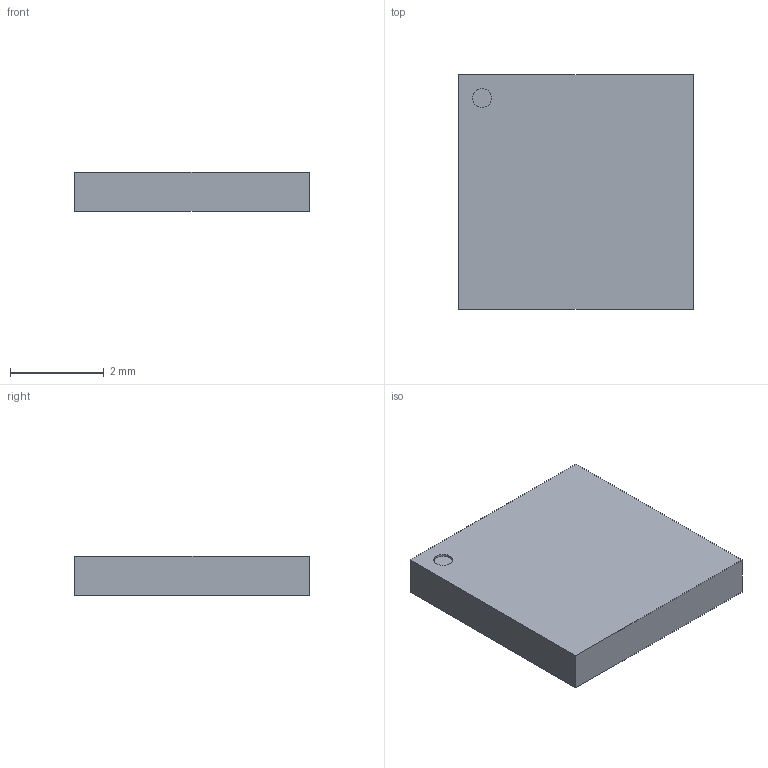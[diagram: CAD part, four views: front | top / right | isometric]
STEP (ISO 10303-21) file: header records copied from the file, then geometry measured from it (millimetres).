
FILE_DESCRIPTION (( 'STEP AP214' ), '1' );
FILE_NAME ('FC33A2BA-CE33-48A4-80AF-A85A137644F6.STEP', '2023-05-10T03:20:28', ( '' ), ( '' ), 'SwSTEP 2.0', 'SolidWorks 2022', '' );
FILE_SCHEMA (( 'AUTOMOTIVE_DESIGN' ));
Length unit declared in the file: millimetre
Products named in the file (1): FC33A2BA-CE33-48A4-80AF-A85A137644F6
Bounding box: 5 x 5 x 0.85 mm (x, y, z)
Volume: 21.1 mm3; surface area: 67.4 mm2
Topology: 1 solids, 1 shells, 190 faces, 453 edges, 302 vertices
Faces by surface type: plane 188, cylinder 2
Entity records: 7505 total; most frequent: CARTESIAN_POINT 946, ORIENTED_EDGE 906, DIRECTION 839, EDGE_CURVE 453, LINE 449, VECTOR 449, VERTEX_POINT 302, EDGE_LOOP 227
